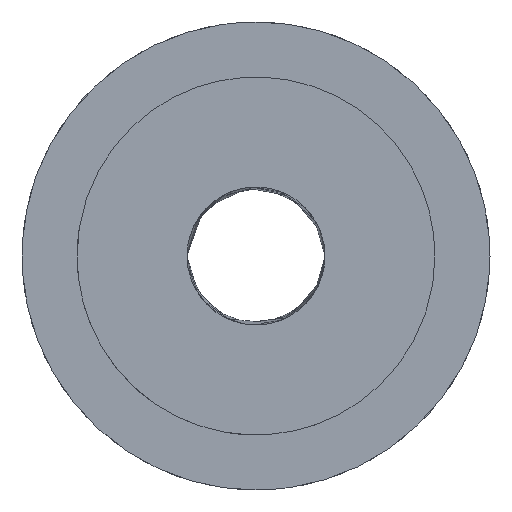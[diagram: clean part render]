
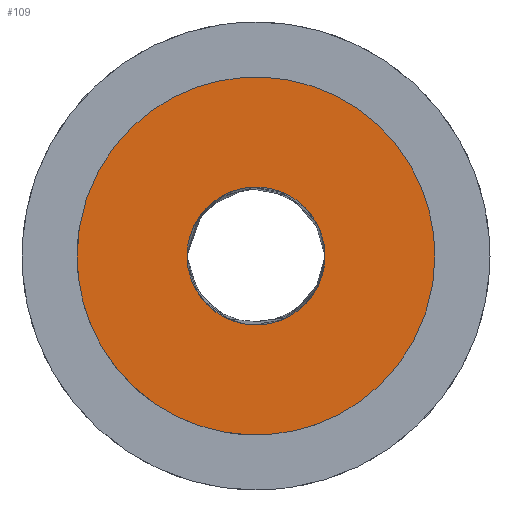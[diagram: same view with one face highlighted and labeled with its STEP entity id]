
A CAD part, left-side view. The second image highlights one B-rep face of the part: STEP entity #109.
In plain terms, the highlighted planar face has unit normal (-1, 0, 0).
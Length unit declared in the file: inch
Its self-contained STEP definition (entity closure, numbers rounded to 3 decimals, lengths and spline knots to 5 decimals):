
#19=FACE_BOUND('',#308,.T.);
#109=ADVANCED_FACE('',(#206,#19),#1618,.T.);
#206=FACE_OUTER_BOUND('',#307,.T.);
#307=EDGE_LOOP('',(#834,#835));
#308=EDGE_LOOP('',(#836,#837));
#834=ORIENTED_EDGE('',*,*,#1144,.F.);
#835=ORIENTED_EDGE('',*,*,#1124,.F.);
#836=ORIENTED_EDGE('',*,*,#1149,.F.);
#837=ORIENTED_EDGE('',*,*,#1134,.F.);
#1124=EDGE_CURVE('',#1596,#1608,#1408,.T.);
#1134=EDGE_CURVE('',#1603,#1610,#1413,.T.);
#1144=EDGE_CURVE('',#1608,#1596,#1423,.T.);
#1149=EDGE_CURVE('',#1610,#1603,#1427,.T.);
#1408=(
BOUNDED_CURVE()
B_SPLINE_CURVE(2,(#3567,#3568,#3569,#3570,#3571),.UNSPECIFIED.,.F.,.F.)
B_SPLINE_CURVE_WITH_KNOTS((3,2,3),(-40.8407,-30.63053,
-20.42035),.UNSPECIFIED.)
CURVE()
GEOMETRIC_REPRESENTATION_ITEM()
RATIONAL_B_SPLINE_CURVE((1.,0.707,1.,0.707,1.))
REPRESENTATION_ITEM('')
);
#1413=(
BOUNDED_CURVE()
B_SPLINE_CURVE(2,(#3720,#3721,#3722,#3723,#3724),.UNSPECIFIED.,.F.,.F.)
B_SPLINE_CURVE_WITH_KNOTS((3,2,3),(7.87362,11.81043,15.74723),
 .UNSPECIFIED.)
CURVE()
GEOMETRIC_REPRESENTATION_ITEM()
RATIONAL_B_SPLINE_CURVE((1.,0.707,1.,0.707,1.))
REPRESENTATION_ITEM('')
);
#1423=(
BOUNDED_CURVE()
B_SPLINE_CURVE(2,(#3755,#3756,#3757,#3758,#3759),.UNSPECIFIED.,.F.,.F.)
B_SPLINE_CURVE_WITH_KNOTS((3,2,3),(-20.42035,-10.21018,
0.),.UNSPECIFIED.)
CURVE()
GEOMETRIC_REPRESENTATION_ITEM()
RATIONAL_B_SPLINE_CURVE((1.,0.707,1.,0.707,1.))
REPRESENTATION_ITEM('')
);
#1427=(
BOUNDED_CURVE()
B_SPLINE_CURVE(2,(#3774,#3775,#3776,#3777,#3778),.UNSPECIFIED.,.F.,.F.)
B_SPLINE_CURVE_WITH_KNOTS((3,2,3),(15.74723,19.68404,23.62085),
 .UNSPECIFIED.)
CURVE()
GEOMETRIC_REPRESENTATION_ITEM()
RATIONAL_B_SPLINE_CURVE((1.,0.707,1.,0.707,1.))
REPRESENTATION_ITEM('')
);
#1596=VERTEX_POINT('',#2719);
#1603=VERTEX_POINT('',#2726);
#1608=VERTEX_POINT('',#2731);
#1610=VERTEX_POINT('',#2733);
#1618=PLANE('',#1736);
#1736=AXIS2_PLACEMENT_3D('',#2426,#1744,$);
#1744=DIRECTION('',(-1.,0.,0.));
#2426=CARTESIAN_POINT('',(0.,0.31988,0.31988));
#2719=CARTESIAN_POINT('',(0.,0.25591,0.));
#2726=CARTESIAN_POINT('',(0.,0.09867,0.));
#2731=CARTESIAN_POINT('',(0.,-0.25591,0.));
#2733=CARTESIAN_POINT('',(0.,-0.09867,0.));
#3567=CARTESIAN_POINT('',(0.,0.25591,0.));
#3568=CARTESIAN_POINT('',(0.,0.25591,0.25591));
#3569=CARTESIAN_POINT('',(0.,0.,0.25591));
#3570=CARTESIAN_POINT('',(0.,-0.25591,0.25591));
#3571=CARTESIAN_POINT('',(0.,-0.25591,0.));
#3720=CARTESIAN_POINT('',(0.,0.09867,0.));
#3721=CARTESIAN_POINT('',(0.,0.09867,-0.09867));
#3722=CARTESIAN_POINT('',(0.,0.,-0.09867));
#3723=CARTESIAN_POINT('',(0.,-0.09867,-0.09867));
#3724=CARTESIAN_POINT('',(0.,-0.09867,0.));
#3755=CARTESIAN_POINT('',(0.,-0.25591,0.));
#3756=CARTESIAN_POINT('',(0.,-0.25591,-0.25591));
#3757=CARTESIAN_POINT('',(0.,0.,-0.25591));
#3758=CARTESIAN_POINT('',(0.,0.25591,-0.25591));
#3759=CARTESIAN_POINT('',(0.,0.25591,0.));
#3774=CARTESIAN_POINT('',(0.,-0.09867,0.));
#3775=CARTESIAN_POINT('',(0.,-0.09867,0.09867));
#3776=CARTESIAN_POINT('',(0.,0.,0.09867));
#3777=CARTESIAN_POINT('',(0.,0.09867,0.09867));
#3778=CARTESIAN_POINT('',(0.,0.09867,0.));
